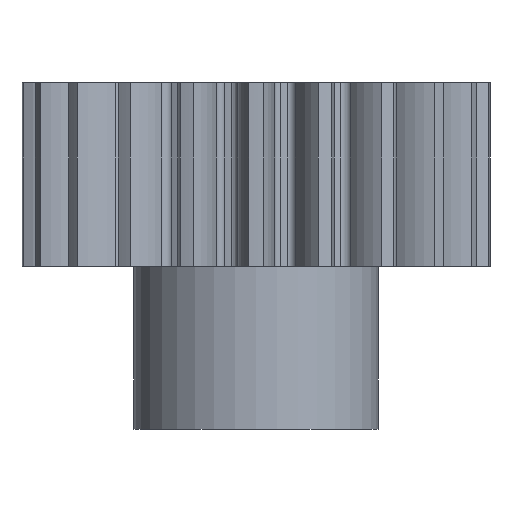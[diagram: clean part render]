
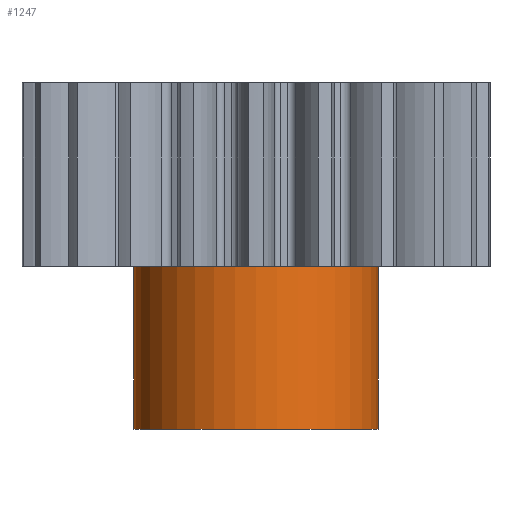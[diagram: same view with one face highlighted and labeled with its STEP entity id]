
A CAD part, front view. The second image highlights one B-rep face of the part: STEP entity #1247.
In plain terms, the highlighted cylindrical face has radius 6 mm (diameter 12 mm), a partial arc.
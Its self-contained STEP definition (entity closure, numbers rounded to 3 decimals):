
#1076 = EDGE_LOOP ( 'NONE', ( #1203, #1303, #1245, #1251 ) ) ;
#1203 = ORIENTED_EDGE ( 'NONE', *, *, #1846, .F. ) ;
#1245 = ORIENTED_EDGE ( 'NONE', *, *, #1701, .T. ) ;
#1246 = EDGE_CURVE ( 'NONE', #1829, #1849, #3911, .T. ) ;
#1247 = ADVANCED_FACE ( 'NONE', ( #4128 ), #4103, .T. ) ;
#1251 = ORIENTED_EDGE ( 'NONE', *, *, #1258, .T. ) ;
#1258 = EDGE_CURVE ( 'NONE', #1831, #1832, #4039, .T. ) ;
#1303 = ORIENTED_EDGE ( 'NONE', *, *, #1246, .T. ) ;
#1701 = EDGE_CURVE ( 'NONE', #1849, #1831, #4690, .T. ) ;
#1829 = VERTEX_POINT ( 'NONE', #5247 ) ;
#1831 = VERTEX_POINT ( 'NONE', #5224 ) ;
#1832 = VERTEX_POINT ( 'NONE', #5219 ) ;
#1846 = EDGE_CURVE ( 'NONE', #1829, #1832, #5267, .T. ) ;
#1849 = VERTEX_POINT ( 'NONE', #5261 ) ;
#3896 = DIRECTION ( 'NONE',  ( 1., 0., 0. ) ) ;
#3898 = CARTESIAN_POINT ( 'NONE',  ( 0., 0., 1.5 ) ) ;
#3901 = DIRECTION ( 'NONE',  ( 1., 0., 0. ) ) ;
#3902 = DIRECTION ( 'NONE',  ( 0., 0., 1. ) ) ;
#3903 = AXIS2_PLACEMENT_3D ( 'NONE', #3912, #3902, #3901 ) ;
#3908 = DIRECTION ( 'NONE',  ( 0., 0., 1. ) ) ;
#3909 = CARTESIAN_POINT ( 'NONE',  ( 0., 0., -8. ) ) ;
#3911 = CIRCLE ( 'NONE', #3903, 6. ) ;
#3912 = CARTESIAN_POINT ( 'NONE',  ( 0., 0., -8. ) ) ;
#4030 = DIRECTION ( 'NONE',  ( -1., 0., 0. ) ) ;
#4031 = DIRECTION ( 'NONE',  ( 0., 0., -1. ) ) ;
#4032 = AXIS2_PLACEMENT_3D ( 'NONE', #3898, #4031, #4030 ) ;
#4039 = CIRCLE ( 'NONE', #4032, 6. ) ;
#4103 = CYLINDRICAL_SURFACE ( 'NONE', #4121, 6. ) ;
#4121 = AXIS2_PLACEMENT_3D ( 'NONE', #3909, #3908, #3896 ) ;
#4128 = FACE_OUTER_BOUND ( 'NONE', #1076, .T. ) ;
#4684 = DIRECTION ( 'NONE',  ( 0., 0., 1. ) ) ;
#4687 = VECTOR ( 'NONE', #4684, 1000. ) ;
#4688 = CARTESIAN_POINT ( 'NONE',  ( 6., 0., -8. ) ) ;
#4690 = LINE ( 'NONE', #4688, #4687 ) ;
#5219 = CARTESIAN_POINT ( 'NONE',  ( -6., 0., 1.5 ) ) ;
#5224 = CARTESIAN_POINT ( 'NONE',  ( 6., 0., 1.5 ) ) ;
#5247 = CARTESIAN_POINT ( 'NONE',  ( -6., 0., -8. ) ) ;
#5261 = CARTESIAN_POINT ( 'NONE',  ( 6., 0., -8. ) ) ;
#5264 = DIRECTION ( 'NONE',  ( 0., 0., 1. ) ) ;
#5265 = VECTOR ( 'NONE', #5264, 1000. ) ;
#5266 = CARTESIAN_POINT ( 'NONE',  ( -6., 0., -8. ) ) ;
#5267 = LINE ( 'NONE', #5266, #5265 ) ;
